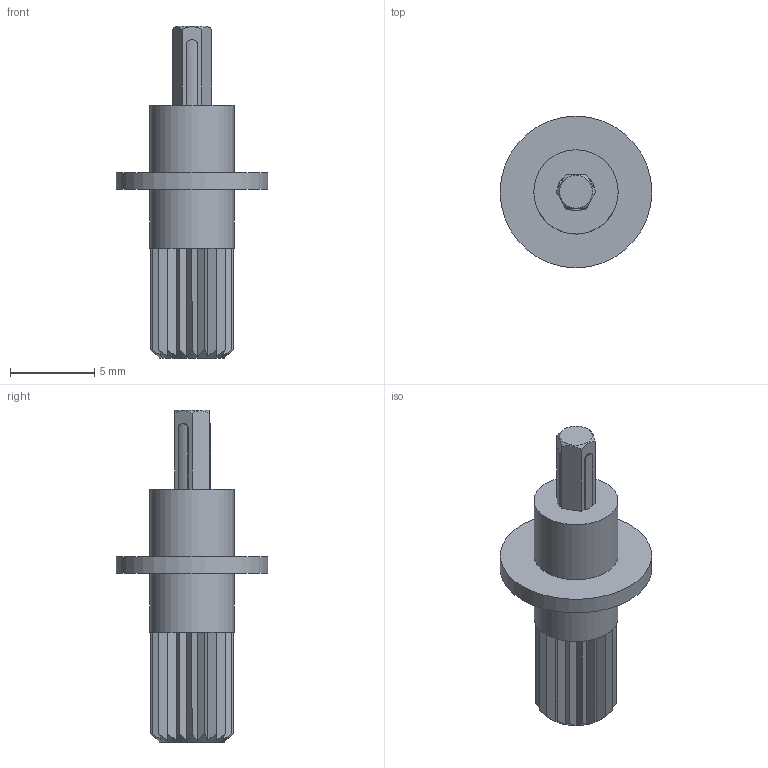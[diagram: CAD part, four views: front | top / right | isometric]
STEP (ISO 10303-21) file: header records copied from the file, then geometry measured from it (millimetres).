
FILE_DESCRIPTION(('FreeCAD Model'),'2;1');
FILE_NAME('Open CASCADE Shape Model','2023-12-16T12:53:23',(''),(''), 'Open CASCADE STEP processor 7.6','FreeCAD','Unknown');
FILE_SCHEMA(('AUTOMOTIVE_DESIGN { 1 0 10303 214 1 1 1 1 }'));
Length unit declared in the file: millimetre
Products named in the file (1): Cut002
Bounding box: 9 x 9 x 19.7 mm (x, y, z)
Volume: 324 mm3; surface area: 456.1 mm2
Topology: 1 solids, 1 shells, 81 faces, 219 edges, 144 vertices
Faces by surface type: plane 68, cylinder 11, cone 2
Full cylindrical faces by diameter (mm): 5 x2, 9 x1
Entity records: 2611 total; most frequent: CARTESIAN_POINT 655, ORIENTED_EDGE 438, DIRECTION 343, EDGE_CURVE 219, VERTEX_POINT 144, LINE 139, VECTOR 139, AXIS2_PLACEMENT_3D 102
